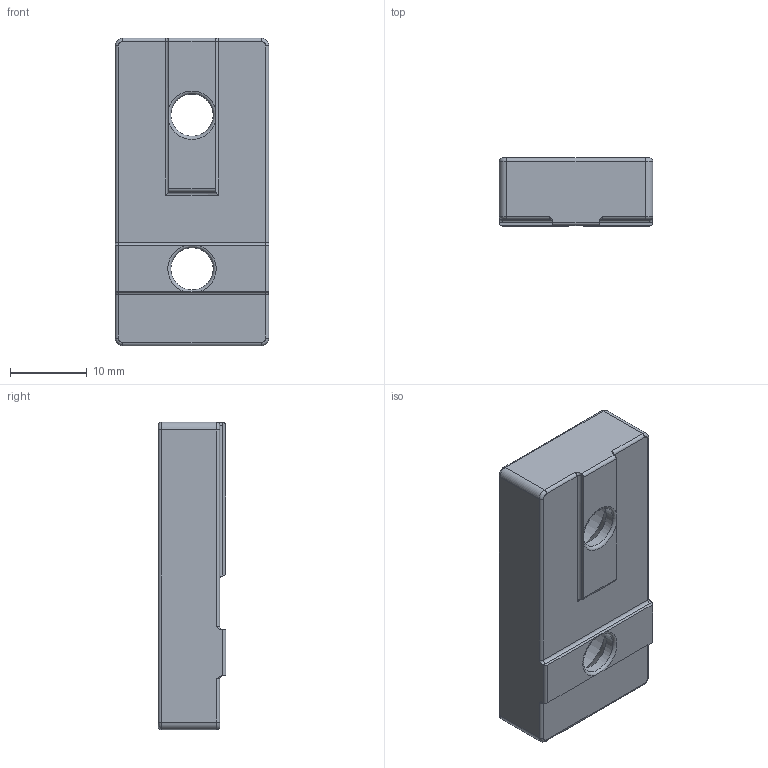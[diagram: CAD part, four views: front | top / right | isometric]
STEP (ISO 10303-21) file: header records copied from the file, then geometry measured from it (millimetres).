
FILE_DESCRIPTION(/* description */ (''),/* implementation_level */ '2;1');
FILE_NAME(/* name */ 'B-2020_2020_T_Joiner_3-B.stp',/* time_stamp */ '2020-10-17T16:04:55-07:00',/* author */ (''),/* organization */ (''),/* preprocessor_version */ 'ST-DEVELOPER v18.1',/* originating_system */ 'Autodesk Translation Framework v9.3.0.1241',/* authorisation */ '');
FILE_SCHEMA (('AUTOMOTIVE_DESIGN { 1 0 10303 214 3 1 1 }'));
Length unit declared in the file: millimetre
Products named in the file (1): 2020-2020 T Joiner
Bounding box: 20 x 8.8 x 40 mm (x, y, z)
Volume: 5504.6 mm3; surface area: 2873.3 mm2
Topology: 1 solids, 1 shells, 65 faces, 161 edges, 98 vertices
Faces by surface type: cylinder 28, torus 18, plane 17, cone 2
Full cylindrical faces by diameter (mm): 5.5 x2, 10 x2
Entity records: 2030 total; most frequent: CARTESIAN_POINT 395, DIRECTION 365, ORIENTED_EDGE 322, EDGE_CURVE 161, AXIS2_PLACEMENT_3D 149, VERTEX_POINT 98, CIRCLE 81, EDGE_LOOP 69
